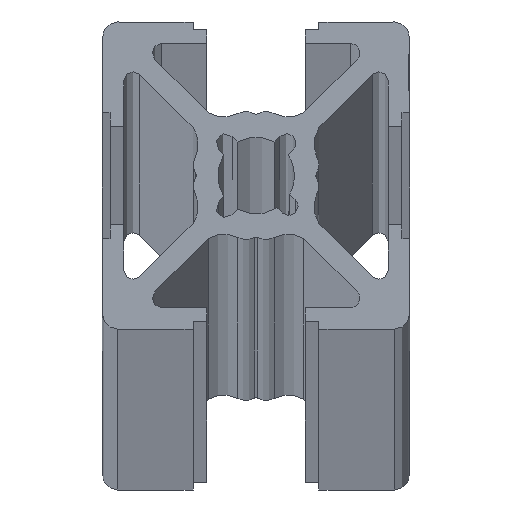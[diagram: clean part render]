
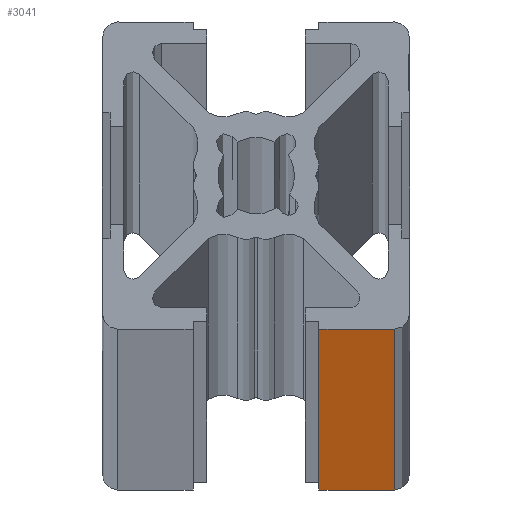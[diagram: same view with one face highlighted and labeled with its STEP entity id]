
A CAD part, top view. The second image highlights one B-rep face of the part: STEP entity #3041.
In plain terms, the highlighted planar face has unit normal (0, -1, 0).
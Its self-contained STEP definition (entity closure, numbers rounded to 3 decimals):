
#491 = ORIENTED_EDGE ( 'NONE', *, *, #6502, .F. ) ;
#618 = CARTESIAN_POINT ( 'NONE',  ( 126.708, 250.569, -6000. ) ) ;
#738 = FACE_OUTER_BOUND ( 'NONE', #7221, .T. ) ;
#830 = VECTOR ( 'NONE', #5021, 1000. ) ;
#1616 = CARTESIAN_POINT ( 'NONE',  ( 121.808, 250.569, -6000. ) ) ;
#2073 = AXIS2_PLACEMENT_3D ( 'NONE', #6409, #4596, #3636 ) ;
#2097 = VECTOR ( 'NONE', #6846, 1000. ) ;
#2393 = EDGE_CURVE ( 'NONE', #2485, #7709, #3885, .T. ) ;
#2485 = VERTEX_POINT ( 'NONE', #6292 ) ;
#2850 = ORIENTED_EDGE ( 'NONE', *, *, #2393, .F. ) ;
#2891 = PLANE ( 'NONE',  #2073 ) ;
#3041 = ADVANCED_FACE ( 'NONE', ( #738 ), #2891, .F. ) ;
#3304 = EDGE_CURVE ( 'NONE', #5471, #5088, #5651, .T. ) ;
#3346 = EDGE_CURVE ( 'NONE', #2485, #5471, #3770, .T. ) ;
#3636 = DIRECTION ( 'NONE',  ( 0., 0., 1. ) ) ;
#3770 = LINE ( 'NONE', #618, #2097 ) ;
#3885 = LINE ( 'NONE', #8083, #5360 ) ;
#4467 = DIRECTION ( 'NONE',  ( -1., 0., 0. ) ) ;
#4475 = VECTOR ( 'NONE', #5424, 1000. ) ;
#4553 = ORIENTED_EDGE ( 'NONE', *, *, #3304, .T. ) ;
#4596 = DIRECTION ( 'NONE',  ( 0., 1., 0. ) ) ;
#4663 = ORIENTED_EDGE ( 'NONE', *, *, #3346, .T. ) ;
#4785 = CARTESIAN_POINT ( 'NONE',  ( 121.808, 250.569, -6000. ) ) ;
#4837 = CARTESIAN_POINT ( 'NONE',  ( 0., 250.569, 0. ) ) ;
#5021 = DIRECTION ( 'NONE',  ( -1., 0., 0. ) ) ;
#5088 = VERTEX_POINT ( 'NONE', #5790 ) ;
#5360 = VECTOR ( 'NONE', #4467, 1000. ) ;
#5424 = DIRECTION ( 'NONE',  ( 0., 0., 1. ) ) ;
#5471 = VERTEX_POINT ( 'NONE', #7364 ) ;
#5651 = LINE ( 'NONE', #4837, #830 ) ;
#5790 = CARTESIAN_POINT ( 'NONE',  ( 121.808, 250.569, 0. ) ) ;
#6292 = CARTESIAN_POINT ( 'NONE',  ( 126.708, 250.569, -6000. ) ) ;
#6328 = LINE ( 'NONE', #4785, #4475 ) ;
#6409 = CARTESIAN_POINT ( 'NONE',  ( 0., 250.569, -6000. ) ) ;
#6502 = EDGE_CURVE ( 'NONE', #7709, #5088, #6328, .T. ) ;
#6846 = DIRECTION ( 'NONE',  ( 0., 0., 1. ) ) ;
#7221 = EDGE_LOOP ( 'NONE', ( #4553, #491, #2850, #4663 ) ) ;
#7364 = CARTESIAN_POINT ( 'NONE',  ( 126.708, 250.569, 0. ) ) ;
#7709 = VERTEX_POINT ( 'NONE', #1616 ) ;
#8083 = CARTESIAN_POINT ( 'NONE',  ( 0., 250.569, -6000. ) ) ;
